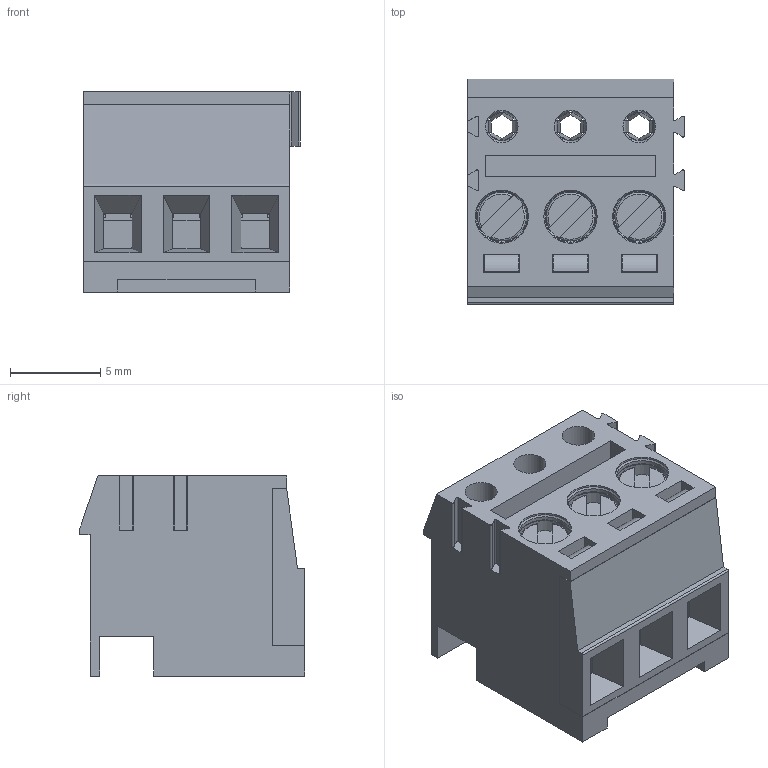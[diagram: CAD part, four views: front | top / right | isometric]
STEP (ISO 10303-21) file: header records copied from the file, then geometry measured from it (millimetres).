
FILE_DESCRIPTION(/* description */ ('Unknown'),/* implementation_level */ '2;1');
FILE_NAME(/* name */ '691316310003',/* time_stamp */ '2023-01-06T15:54:21+01:00',/* author */ ('Unknown'),/* organization */ ('Unknown'),/* preprocessor_version */ 'ST-DEVELOPER v18.102',/* originating_system */ 'Solid Edge',/* authorisation */ 'Unknown');
FILE_SCHEMA (('AUTOMOTIVE_DESIGN {1 0 10303 214 3 1 1}'));
Length unit declared in the file: millimetre
Products named in the file (6): 6913163100xx; 691316310003_Housing; 691316310003_Hood; 6913163100xx_Contact; 6913163100xx_Clamp; VIS -- M2 x 4,75-0,8
Assembly tree (11 placements, depth 2):
  6913163100xx
    691316310003_Housing
    691316310003_Hood
    6913163100xx_Contact  x3
    6913163100xx_Clamp  x3
    VIS -- M2 x 4,75-0,8  x3
Bounding box: 12.03 x 12.5 x 11.1 mm (x, y, z)
Volume: 947.3 mm3; surface area: 2574.2 mm2
Topology: 11 solids, 11 shells, 945 faces, 2586 edges, 1665 vertices
Faces by surface type: plane 571, cylinder 326, torus 36, cone 12
Full cylindrical faces by diameter (mm): 1.598 x3, 1.8 x6, 1.9 x6, 2 x3, 2.7 x3, 2.83 x3, 2.95 x6
Entity records: 15311 total; most frequent: CARTESIAN_POINT 2710, ORIENTED_EDGE 2562, DIRECTION 2531, EDGE_CURVE 1281, LINE 961, VECTOR 961, VERTEX_POINT 848, AXIS2_PLACEMENT_3D 785
